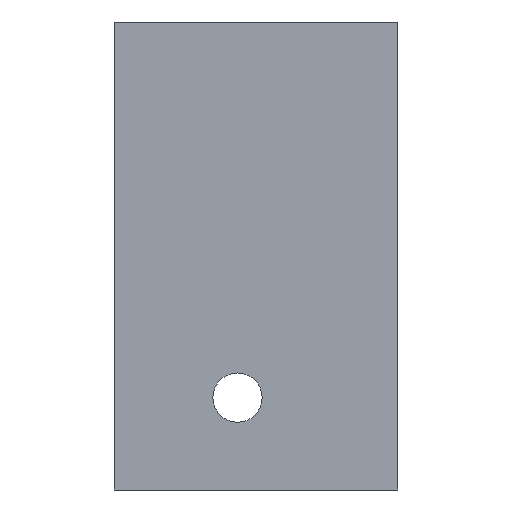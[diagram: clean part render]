
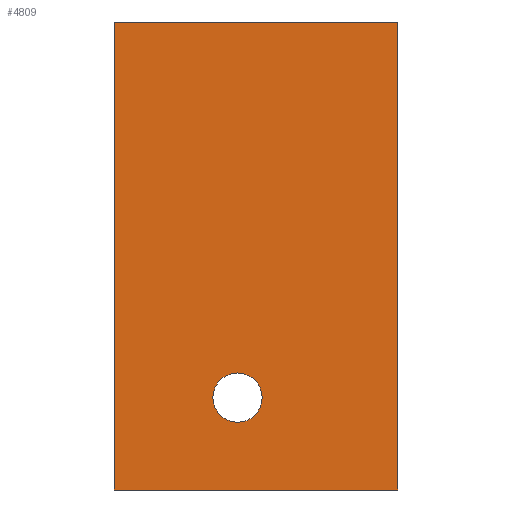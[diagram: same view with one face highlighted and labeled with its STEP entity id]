
A CAD part, front view. The second image highlights one B-rep face of the part: STEP entity #4809.
In plain terms, the highlighted planar face has unit normal (0, -1, 0).
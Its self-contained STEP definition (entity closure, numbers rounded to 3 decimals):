
#14 = VERTEX_POINT ( 'NONE', #3989 ) ;
#239 = CIRCLE ( 'NONE', #2756, 2. ) ;
#262 = DIRECTION ( 'NONE',  ( 0., 1., 0. ) ) ;
#274 = ORIENTED_EDGE ( 'NONE', *, *, #3535, .T. ) ;
#405 = ORIENTED_EDGE ( 'NONE', *, *, #538, .F. ) ;
#538 = EDGE_CURVE ( 'NONE', #14, #2246, #2807, .T. ) ;
#540 = VERTEX_POINT ( 'NONE', #2918 ) ;
#615 = ORIENTED_EDGE ( 'NONE', *, *, #2803, .T. ) ;
#919 = AXIS2_PLACEMENT_3D ( 'NONE', #3856, #5612, #1252 ) ;
#1070 = CARTESIAN_POINT ( 'NONE',  ( 10., 0., -9.5 ) ) ;
#1252 = DIRECTION ( 'NONE',  ( 0., 0., 1. ) ) ;
#1319 = VECTOR ( 'NONE', #2108, 1000. ) ;
#1394 = ORIENTED_EDGE ( 'NONE', *, *, #4484, .T. ) ;
#1525 = CARTESIAN_POINT ( 'NONE',  ( 10., 0., -7.5 ) ) ;
#1579 = AXIS2_PLACEMENT_3D ( 'NONE', #1969, #2817, #4595 ) ;
#1596 = VERTEX_POINT ( 'NONE', #4882 ) ;
#1672 = EDGE_CURVE ( 'NONE', #540, #1596, #5602, .T. ) ;
#1715 = CARTESIAN_POINT ( 'NONE',  ( 0., 0., 0. ) ) ;
#1908 = EDGE_LOOP ( 'NONE', ( #615, #3787 ) ) ;
#1969 = CARTESIAN_POINT ( 'NONE',  ( 10., 0., -7.5 ) ) ;
#2108 = DIRECTION ( 'NONE',  ( -1., 0., 0. ) ) ;
#2163 = DIRECTION ( 'NONE',  ( 0., 0., -1. ) ) ;
#2246 = VERTEX_POINT ( 'NONE', #3422 ) ;
#2461 = FACE_BOUND ( 'NONE', #1908, .T. ) ;
#2478 = VECTOR ( 'NONE', #2163, 1000. ) ;
#2569 = CARTESIAN_POINT ( 'NONE',  ( 0., 0., 23. ) ) ;
#2641 = EDGE_LOOP ( 'NONE', ( #274, #405, #1394, #3475 ) ) ;
#2756 = AXIS2_PLACEMENT_3D ( 'NONE', #1525, #262, #4100 ) ;
#2769 = VERTEX_POINT ( 'NONE', #4817 ) ;
#2803 = EDGE_CURVE ( 'NONE', #2769, #3052, #239, .T. ) ;
#2807 = LINE ( 'NONE', #5107, #4316 ) ;
#2817 = DIRECTION ( 'NONE',  ( 0., 1., 0. ) ) ;
#2918 = CARTESIAN_POINT ( 'NONE',  ( 23., 0., 23. ) ) ;
#3052 = VERTEX_POINT ( 'NONE', #1070 ) ;
#3332 = DIRECTION ( 'NONE',  ( 0., 0., 1. ) ) ;
#3362 = LINE ( 'NONE', #1715, #2478 ) ;
#3388 = LINE ( 'NONE', #4739, #4771 ) ;
#3422 = CARTESIAN_POINT ( 'NONE',  ( 0., 0., -15. ) ) ;
#3441 = PLANE ( 'NONE',  #919 ) ;
#3475 = ORIENTED_EDGE ( 'NONE', *, *, #1672, .T. ) ;
#3535 = EDGE_CURVE ( 'NONE', #1596, #2246, #3362, .T. ) ;
#3649 = CIRCLE ( 'NONE', #1579, 2. ) ;
#3675 = EDGE_CURVE ( 'NONE', #3052, #2769, #3649, .T. ) ;
#3787 = ORIENTED_EDGE ( 'NONE', *, *, #3675, .T. ) ;
#3856 = CARTESIAN_POINT ( 'NONE',  ( 0., 0., 0. ) ) ;
#3989 = CARTESIAN_POINT ( 'NONE',  ( 23., 0., -15. ) ) ;
#4100 = DIRECTION ( 'NONE',  ( 0., 0., 1. ) ) ;
#4264 = FACE_OUTER_BOUND ( 'NONE', #2641, .T. ) ;
#4316 = VECTOR ( 'NONE', #5491, 1000. ) ;
#4484 = EDGE_CURVE ( 'NONE', #14, #540, #3388, .T. ) ;
#4595 = DIRECTION ( 'NONE',  ( 0., 0., 1. ) ) ;
#4739 = CARTESIAN_POINT ( 'NONE',  ( 23., 0., 0. ) ) ;
#4771 = VECTOR ( 'NONE', #3332, 1000. ) ;
#4809 = ADVANCED_FACE ( 'NONE', ( #4264, #2461 ), #3441, .T. ) ;
#4817 = CARTESIAN_POINT ( 'NONE',  ( 10., 0., -5.5 ) ) ;
#4882 = CARTESIAN_POINT ( 'NONE',  ( 0., 0., 23. ) ) ;
#5107 = CARTESIAN_POINT ( 'NONE',  ( 0., 0., -15. ) ) ;
#5491 = DIRECTION ( 'NONE',  ( -1., 0., 0. ) ) ;
#5602 = LINE ( 'NONE', #2569, #1319 ) ;
#5612 = DIRECTION ( 'NONE',  ( 0., -1., 0. ) ) ;
